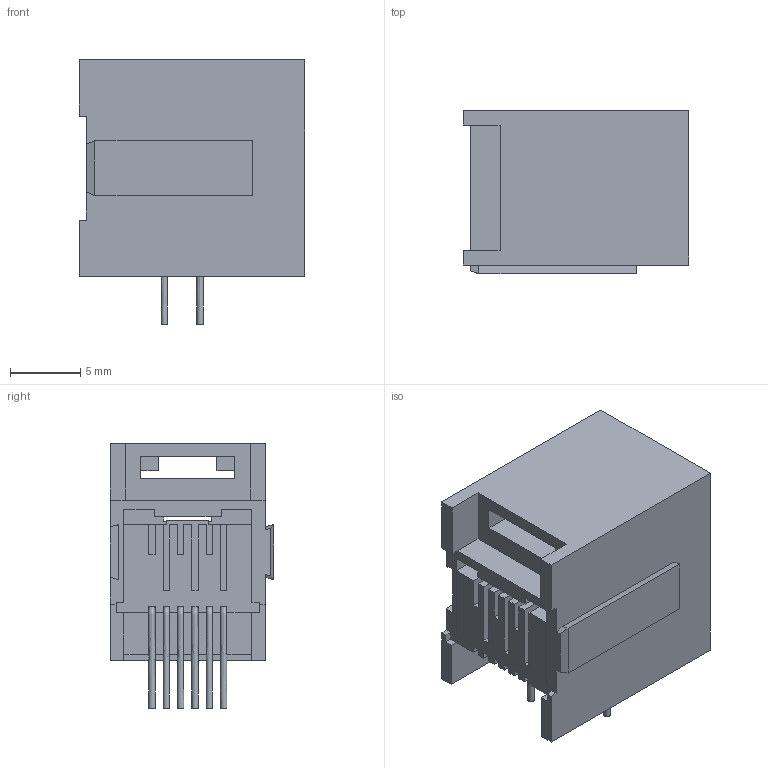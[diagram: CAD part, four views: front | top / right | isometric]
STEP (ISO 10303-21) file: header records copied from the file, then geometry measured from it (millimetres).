
FILE_DESCRIPTION(/* description */ ('Unknown'),/* implementation_level */ '2;1');
FILE_NAME(/* name */ 'J_Wurth_WR-MJ_615006149421M',/* time_stamp */ '2025-07-01T11:32:28+08:00',/* author */ ('Unknown'),/* organization */ ('Unknown'),/* preprocessor_version */ 'ST-DEVELOPER v19.4',/* originating_system */ 'Solid Edge',/* authorisation */ 'Unknown');
FILE_SCHEMA (('AUTOMOTIVE_DESIGN {1 0 10303 214 3 1 1}'));
Length unit declared in the file: millimetre
Products named in the file (2): J_Wurth_WR-MJ_615006149421M
Assembly tree (1 placements, depth 2):
  J_Wurth_WR-MJ_615006149421M
    J_Wurth_WR-MJ_615006149421M
Bounding box: 16 x 11.6 x 18.8 mm (x, y, z)
Volume: 1230.7 mm3; surface area: 2734.5 mm2
Topology: 8 solids, 8 shells, 291 faces, 868 edges, 576 vertices
Faces by surface type: plane 258, cylinder 27, bspline 6
Entity records: 15149 total; most frequent: CARTESIAN_POINT 7185, ORIENTED_EDGE 1724, DIRECTION 1502, EDGE_CURVE 862, LINE 796, VECTOR 796, VERTEX_POINT 576, AXIS2_PLACEMENT_3D 353
